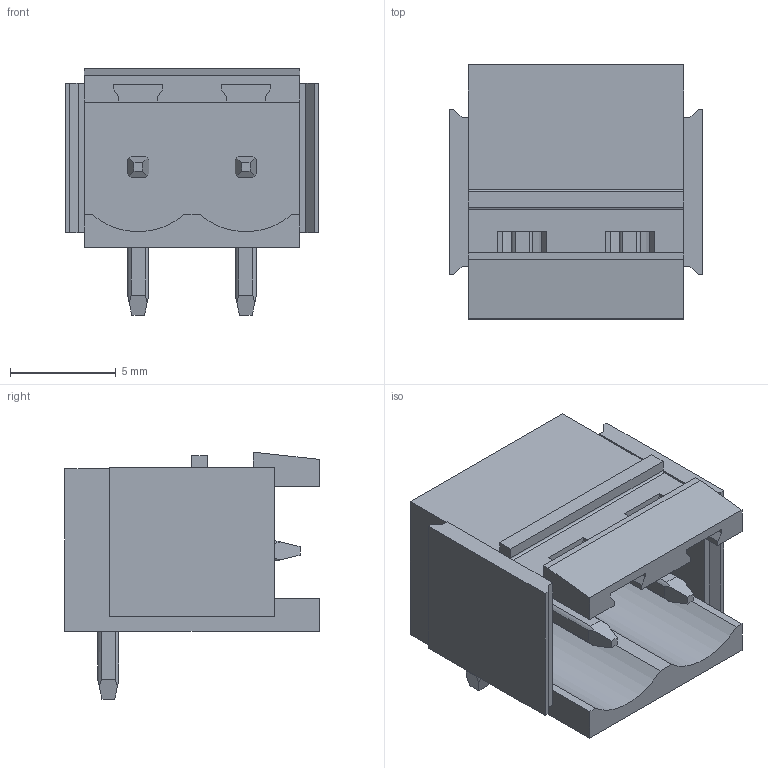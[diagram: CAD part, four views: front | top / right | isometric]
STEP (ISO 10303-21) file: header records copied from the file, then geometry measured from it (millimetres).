
FILE_DESCRIPTION(('CATIA V5 STEP Exchange','CAx-IF Rec.Pracs.--- Model Styling and Organization---1.2---2011-12-15'),'2;1');
FILE_NAME ('D1449106_0', '2018-10-27T07:56:47+00:00', ('none'), ('Weidmueller'), 'CATIA Version 5-6 Release 2014', 'CATIA V5 STEP AP214', 'none');
FILE_SCHEMA(('AUTOMOTIVE_DESIGN { 1 0 10303 214 1 1 1 1 }'));
Length unit declared in the file: millimetre
Products named in the file (1): 1148030000
Bounding box: 11.92 x 12 x 11.63 mm (x, y, z)
Volume: 554.4 mm3; surface area: 1056.4 mm2
Topology: 3 solids, 3 shells, 143 faces, 391 edges, 250 vertices
Faces by surface type: plane 107, cylinder 36
Entity records: 4142 total; most frequent: CARTESIAN_POINT 859, ORIENTED_EDGE 782, DIRECTION 491, EDGE_CURVE 385, VECTOR 297, LINE 297, VERTEX_POINT 242, EDGE_LOOP 147
